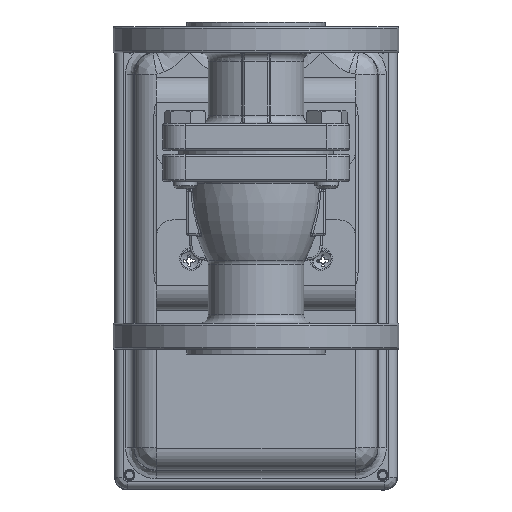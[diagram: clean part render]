
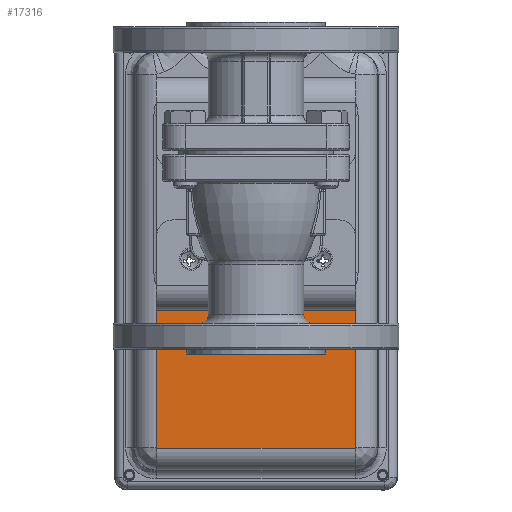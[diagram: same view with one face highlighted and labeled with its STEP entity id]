
A CAD part, front view. The second image highlights one B-rep face of the part: STEP entity #17316.
In plain terms, the highlighted planar face has unit normal (0, -1, 0).
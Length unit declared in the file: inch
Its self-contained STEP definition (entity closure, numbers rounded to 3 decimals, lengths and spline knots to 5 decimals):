
#886 = EDGE_CURVE ( 'NONE', #44472, #14777, #24852, .T. ) ;
#1258 = CARTESIAN_POINT ( 'NONE',  ( 1.50042, 5.2645, -3.82285 ) ) ;
#2833 = CARTESIAN_POINT ( 'NONE',  ( -1.50112, 5.2645, 1.80215 ) ) ;
#2960 = CARTESIAN_POINT ( 'NONE',  ( -1.50112, 5.2645, -3.82285 ) ) ;
#5019 = ORIENTED_EDGE ( 'NONE', *, *, #14885, .F. ) ;
#5405 = CARTESIAN_POINT ( 'NONE',  ( -1.50112, 5.2645, -1.37145 ) ) ;
#5536 = ORIENTED_EDGE ( 'NONE', *, *, #18118, .F. ) ;
#6312 = VERTEX_POINT ( 'NONE', #17084 ) ;
#6645 = CARTESIAN_POINT ( 'NONE',  ( -1.49785, 5.2645, -3.82612 ) ) ;
#7004 =( BOUNDED_CURVE ( )  B_SPLINE_CURVE ( 3, ( #1258, #24087, #31745, #8920 ),
 .UNSPECIFIED., .F., .F. ) 
 B_SPLINE_CURVE_WITH_KNOTS ( ( 4, 4 ),
 ( 0., 1. ),
 .UNSPECIFIED. ) 
 CURVE ( )  GEOMETRIC_REPRESENTATION_ITEM ( )  RATIONAL_B_SPLINE_CURVE ( ( 1., 0.805, 0.805, 1. ) ) 
 REPRESENTATION_ITEM ( '' )  );
#7126 = VERTEX_POINT ( 'NONE', #18000 ) ;
#7456 = CARTESIAN_POINT ( 'NONE',  ( 1.18665, 5.2645, -1.55114 ) ) ;
#8754 = CARTESIAN_POINT ( 'NONE',  ( -1.18735, 5.2645, -1.55114 ) ) ;
#8920 = CARTESIAN_POINT ( 'NONE',  ( 1.49715, 5.2645, -3.82612 ) ) ;
#10088 = VECTOR ( 'NONE', #19103, 39.37008 ) ;
#11601 = CARTESIAN_POINT ( 'NONE',  ( 1.31883, 5.2645, -1.55114 ) ) ;
#13051 = CARTESIAN_POINT ( 'NONE',  ( -1.18735, 5.2645, -1.55114 ) ) ;
#13857 = CARTESIAN_POINT ( 'NONE',  ( 1.50042, 5.2645, -1.37145 ) ) ;
#14777 = VERTEX_POINT ( 'NONE', #13857 ) ;
#14885 = EDGE_CURVE ( 'NONE', #7126, #46803, #46831, .T. ) ;
#15449 = CARTESIAN_POINT ( 'NONE',  ( 1.50042, 5.2645, -1.37145 ) ) ;
#15531 = PLANE ( 'NONE',  #22349 ) ;
#15691 = ORIENTED_EDGE ( 'NONE', *, *, #886, .F. ) ;
#15824 = FACE_OUTER_BOUND ( 'NONE', #43168, .T. ) ;
#16207 = CARTESIAN_POINT ( 'NONE',  ( -1.49785, 5.2645, -3.82612 ) ) ;
#16820 = VERTEX_POINT ( 'NONE', #8754 ) ;
#17084 = CARTESIAN_POINT ( 'NONE',  ( -1.50112, 5.2645, -3.82285 ) ) ;
#17316 = ADVANCED_FACE ( 'NONE', ( #15824 ), #15531, .F. ) ;
#18000 = CARTESIAN_POINT ( 'NONE',  ( 1.49715, 5.2645, -3.82612 ) ) ;
#18118 = EDGE_CURVE ( 'NONE', #14777, #37166, #23515, .T. ) ;
#19103 = DIRECTION ( 'NONE',  ( 1., 0., 0. ) ) ;
#21437 =( BOUNDED_CURVE ( )  B_SPLINE_CURVE ( 3, ( #5405, #28257, #35906, #13051 ),
 .UNSPECIFIED., .F., .T. ) 
 B_SPLINE_CURVE_WITH_KNOTS ( ( 4, 4 ),
 ( 0., 1. ),
 .UNSPECIFIED. ) 
 CURVE ( )  GEOMETRIC_REPRESENTATION_ITEM ( )  RATIONAL_B_SPLINE_CURVE ( ( 1., 0.912, 0.912, 1. ) ) 
 REPRESENTATION_ITEM ( '' )  );
#21847 = EDGE_CURVE ( 'NONE', #6312, #27451, #35239, .T. ) ;
#22349 = AXIS2_PLACEMENT_3D ( 'NONE', #42113, #45900, #23179 ) ;
#23179 = DIRECTION ( 'NONE',  ( 0.015, 0., -1. ) ) ;
#23515 = LINE ( 'NONE', #26049, #42525 ) ;
#23966 = EDGE_CURVE ( 'NONE', #37166, #7126, #7004, .T. ) ;
#24087 = CARTESIAN_POINT ( 'NONE',  ( 1.50042, 5.2645, -3.82477 ) ) ;
#24852 =( BOUNDED_CURVE ( )  B_SPLINE_CURVE ( 3, ( #7456, #11601, #34447, #15449 ),
 .UNSPECIFIED., .F., .F. ) 
 B_SPLINE_CURVE_WITH_KNOTS ( ( 4, 4 ),
 ( 0., 1. ),
 .UNSPECIFIED. ) 
 CURVE ( )  GEOMETRIC_REPRESENTATION_ITEM ( )  RATIONAL_B_SPLINE_CURVE ( ( 1., 0.912, 0.912, 1. ) ) 
 REPRESENTATION_ITEM ( '' )  );
#25115 = VECTOR ( 'NONE', #44692, 39.37008 ) ;
#25704 = DIRECTION ( 'NONE',  ( -1., 0., 0. ) ) ;
#25809 = CARTESIAN_POINT ( 'NONE',  ( -1.50112, 5.2645, -3.82477 ) ) ;
#26049 = CARTESIAN_POINT ( 'NONE',  ( 1.50042, 5.2645, -0.00035 ) ) ;
#27451 = VERTEX_POINT ( 'NONE', #40252 ) ;
#27535 = EDGE_CURVE ( 'NONE', #46803, #6312, #37521, .T. ) ;
#28257 = CARTESIAN_POINT ( 'NONE',  ( -1.43423, 5.2645, -1.48546 ) ) ;
#29595 = EDGE_CURVE ( 'NONE', #27451, #16820, #21437, .T. ) ;
#29885 = DIRECTION ( 'NONE',  ( 0., 0., -1. ) ) ;
#30372 = LINE ( 'NONE', #45668, #10088 ) ;
#31745 = CARTESIAN_POINT ( 'NONE',  ( 1.49906, 5.2645, -3.82612 ) ) ;
#34447 = CARTESIAN_POINT ( 'NONE',  ( 1.43353, 5.2645, -1.48546 ) ) ;
#34762 = CARTESIAN_POINT ( 'NONE',  ( 1.18665, 5.2645, -1.55114 ) ) ;
#35239 = LINE ( 'NONE', #2833, #25115 ) ;
#35906 = CARTESIAN_POINT ( 'NONE',  ( -1.31953, 5.2645, -1.55114 ) ) ;
#37166 = VERTEX_POINT ( 'NONE', #47247 ) ;
#37521 =( BOUNDED_CURVE ( )  B_SPLINE_CURVE ( 3, ( #6645, #44667, #25809, #2960 ),
 .UNSPECIFIED., .F., .T. ) 
 B_SPLINE_CURVE_WITH_KNOTS ( ( 4, 4 ),
 ( 0., 1. ),
 .UNSPECIFIED. ) 
 CURVE ( )  GEOMETRIC_REPRESENTATION_ITEM ( )  RATIONAL_B_SPLINE_CURVE ( ( 1., 0.805, 0.805, 1. ) ) 
 REPRESENTATION_ITEM ( '' )  );
#38457 = ORIENTED_EDGE ( 'NONE', *, *, #29595, .F. ) ;
#40252 = CARTESIAN_POINT ( 'NONE',  ( -1.50112, 5.2645, -1.37145 ) ) ;
#40968 = CARTESIAN_POINT ( 'NONE',  ( -0.00035, 5.2645, -3.82612 ) ) ;
#42113 = CARTESIAN_POINT ( 'NONE',  ( 1.49715, 5.2645, 1.80215 ) ) ;
#42525 = VECTOR ( 'NONE', #29885, 39.37008 ) ;
#42568 = ORIENTED_EDGE ( 'NONE', *, *, #48459, .F. ) ;
#43168 = EDGE_LOOP ( 'NONE', ( #38457, #46205, #44620, #5019, #47441, #5536, #15691, #42568 ) ) ;
#44472 = VERTEX_POINT ( 'NONE', #34762 ) ;
#44620 = ORIENTED_EDGE ( 'NONE', *, *, #27535, .F. ) ;
#44667 = CARTESIAN_POINT ( 'NONE',  ( -1.49977, 5.2645, -3.82612 ) ) ;
#44692 = DIRECTION ( 'NONE',  ( 0., 0., 1. ) ) ;
#45636 = VECTOR ( 'NONE', #25704, 39.37008 ) ;
#45668 = CARTESIAN_POINT ( 'NONE',  ( -1.18735, 5.2645, -1.55114 ) ) ;
#45900 = DIRECTION ( 'NONE',  ( 0., 1., 0. ) ) ;
#46205 = ORIENTED_EDGE ( 'NONE', *, *, #21847, .F. ) ;
#46803 = VERTEX_POINT ( 'NONE', #16207 ) ;
#46831 = LINE ( 'NONE', #40968, #45636 ) ;
#47247 = CARTESIAN_POINT ( 'NONE',  ( 1.50042, 5.2645, -3.82285 ) ) ;
#47441 = ORIENTED_EDGE ( 'NONE', *, *, #23966, .F. ) ;
#48459 = EDGE_CURVE ( 'NONE', #16820, #44472, #30372, .T. ) ;
